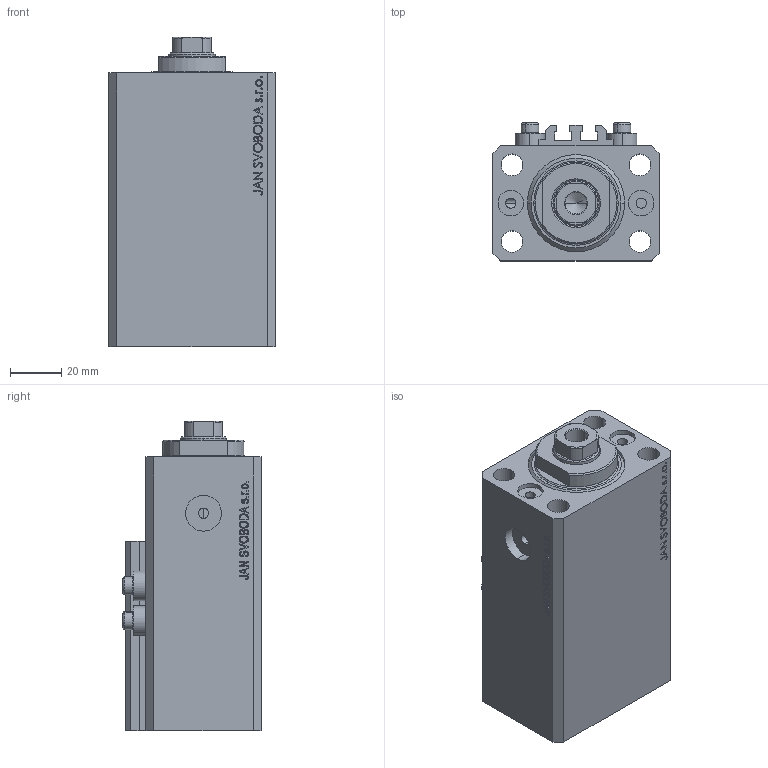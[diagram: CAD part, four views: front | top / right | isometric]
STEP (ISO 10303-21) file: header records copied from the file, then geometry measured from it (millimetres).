
FILE_DESCRIPTION (( 'STEP AP203' ), '1' );
FILE_NAME ('ebae.STEP', '2022-04-09T19:05:38', ( '' ), ( '' ), 'SwSTEP 2.0', 'SolidWorks 2019', '' );
FILE_SCHEMA (( 'CONFIG_CONTROL_DESIGN' ));
Length unit declared in the file: millimetre
Products named in the file (5): ALLEN BOLT V250CE ebee542a91d3c24f3e9178dbd40fc1c6; V250CE_C_Body ebee542a91d3c24f3e9178dbd40fc1c6; ebae; V250CE_C_VCP ebee542a91d3c24f3e9178dbd40fc1c6; V250CE_VC_C ebee542a91d3c24f3e9178dbd40fc1c6
Assembly tree (7 placements, depth 2):
  ebae
    V250CE_C_Body ebee542a91d3c24f3e9178dbd40fc1c6
    ALLEN BOLT V250CE ebee542a91d3c24f3e9178dbd40fc1c6  x4
    V250CE_C_VCP ebee542a91d3c24f3e9178dbd40fc1c6
    V250CE_VC_C ebee542a91d3c24f3e9178dbd40fc1c6
Bounding box: 65 x 54 x 120.9 mm (x, y, z)
Volume: 288982.4 mm3; surface area: 76093.7 mm2
Topology: 8 solids, 8 shells, 1033 faces, 2601 edges, 1701 vertices
Faces by surface type: plane 503, bspline 374, cylinder 86, cone 56, torus 14
Entity records: 47239 total; most frequent: CARTESIAN_POINT 25890, ORIENTED_EDGE 4892, DIRECTION 3028, EDGE_CURVE 2446, VERTEX_POINT 1617, LINE 1486, VECTOR 1486, EDGE_LOOP 1081
